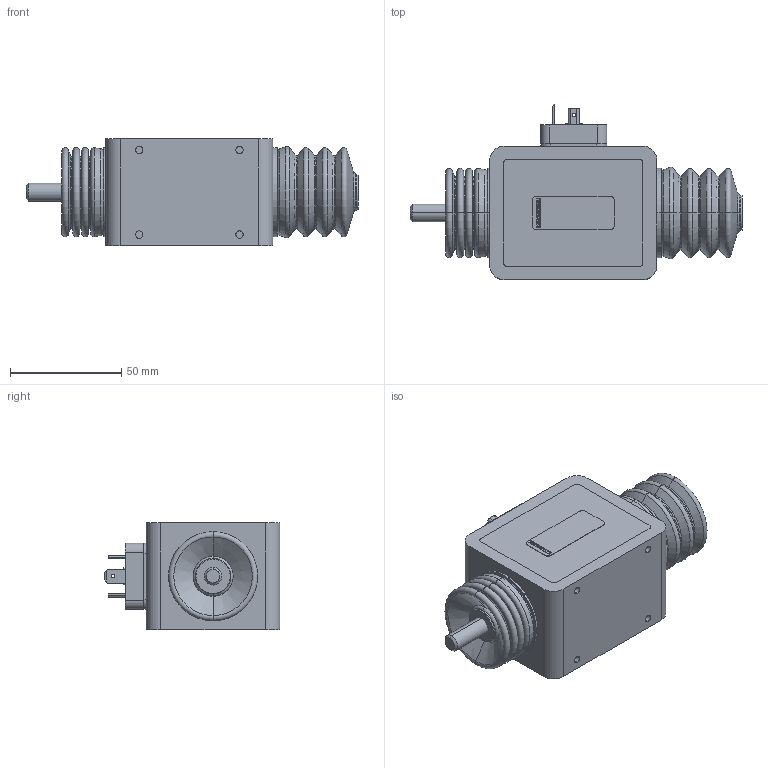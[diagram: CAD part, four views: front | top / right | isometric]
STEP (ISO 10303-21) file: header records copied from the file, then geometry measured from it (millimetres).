
FILE_DESCRIPTION (( 'STEP AP214' ), '1' );
FILE_NAME ('Rahmen-Hubmagnet-43050005-external.STEP', '2021-09-27T10:28:22', ( '' ), ( '' ), 'SwSTEP 2.0', 'SolidWorks 2018', '' );
FILE_SCHEMA (( 'AUTOMOTIVE_DESIGN' ));
Length unit declared in the file: millimetre
Products named in the file (1): Rahmen-Hubmagnet-43050005-external
Bounding box: 149 x 78.9 x 48.2 mm (x, y, z)
Surface area: 41808.9 mm2 (no closed solid volume)
Topology: 0 solids, 28 shells, 310 faces, 1003 edges, 718 vertices
Faces by surface type: plane 123, cylinder 77, torus 56, cone 48, sphere 4, bspline 2
Entity records: 14783 total; most frequent: CARTESIAN_POINT 2408, DIRECTION 1990, ORIENTED_EDGE 1603, EDGE_CURVE 1003, AXIS2_PLACEMENT_3D 726, VERTEX_POINT 718, LINE 538, VECTOR 538
